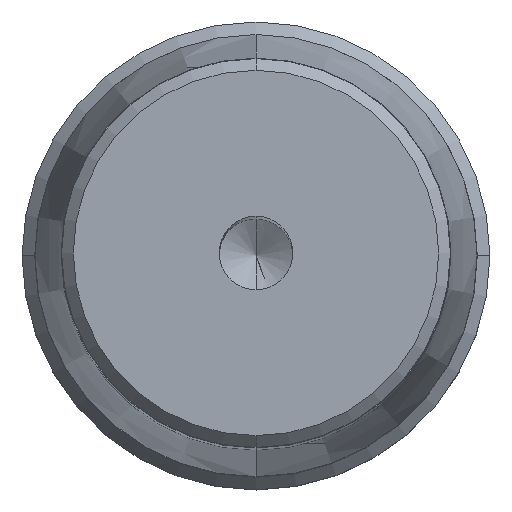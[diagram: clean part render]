
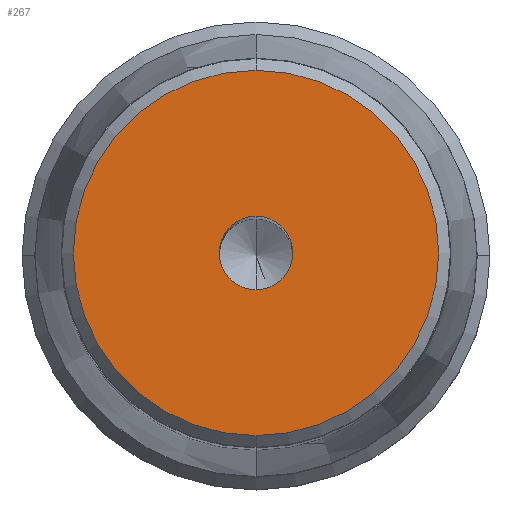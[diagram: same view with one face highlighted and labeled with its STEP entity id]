
A CAD part, top view. The second image highlights one B-rep face of the part: STEP entity #267.
In plain terms, the highlighted planar face has unit normal (0, 0, 1).
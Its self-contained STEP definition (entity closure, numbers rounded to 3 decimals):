
#267=ADVANCED_FACE('',(#298,#299),#289,.F.);
#289=PLANE('',#1127);
#298=FACE_BOUND('',#348,.T.);
#299=FACE_BOUND('',#349,.T.);
#348=EDGE_LOOP('',(#561,#562));
#349=EDGE_LOOP('',(#563,#564));
#561=ORIENTED_EDGE('',*,*,#809,.F.);
#562=ORIENTED_EDGE('',*,*,#813,.F.);
#563=ORIENTED_EDGE('',*,*,#814,.F.);
#564=ORIENTED_EDGE('',*,*,#815,.F.);
#692=VERTEX_POINT('',#1747);
#693=VERTEX_POINT('',#1749);
#695=VERTEX_POINT('',#1759);
#696=VERTEX_POINT('',#1760);
#809=EDGE_CURVE('',#692,#693,#918,.T.);
#813=EDGE_CURVE('',#693,#692,#921,.T.);
#814=EDGE_CURVE('',#695,#696,#922,.T.);
#815=EDGE_CURVE('',#696,#695,#923,.T.);
#918=CIRCLE('',#1118,14.875);
#921=CIRCLE('',#1123,14.875);
#922=CIRCLE('',#1125,3.);
#923=CIRCLE('',#1126,3.);
#1118=AXIS2_PLACEMENT_3D('',#1748,#1433,#1434);
#1123=AXIS2_PLACEMENT_3D('',#1756,#1444,#1445);
#1125=AXIS2_PLACEMENT_3D('',#1758,#1448,#1449);
#1126=AXIS2_PLACEMENT_3D('',#1761,#1450,#1451);
#1127=AXIS2_PLACEMENT_3D('',#1762,#1452,#1453);
#1433=DIRECTION('',(0.,0.,-1.));
#1434=DIRECTION('',(0.,1.,0.));
#1444=DIRECTION('',(0.,0.,-1.));
#1445=DIRECTION('',(0.,-1.,0.));
#1448=DIRECTION('',(0.,0.,1.));
#1449=DIRECTION('',(0.,-1.,0.));
#1450=DIRECTION('',(0.,0.,1.));
#1451=DIRECTION('',(0.,1.,0.));
#1452=DIRECTION('',(0.,0.,-1.));
#1453=DIRECTION('',(0.,-1.,0.));
#1747=CARTESIAN_POINT('',(0.,14.875,0.));
#1748=CARTESIAN_POINT('',(0.,0.,0.));
#1749=CARTESIAN_POINT('',(0.,-14.875,0.));
#1756=CARTESIAN_POINT('',(0.,0.,0.));
#1758=CARTESIAN_POINT('',(0.,0.,0.));
#1759=CARTESIAN_POINT('',(0.,-3.,0.));
#1760=CARTESIAN_POINT('',(0.,3.,0.));
#1761=CARTESIAN_POINT('',(0.,0.,0.));
#1762=CARTESIAN_POINT('',(0.,0.,0.));
